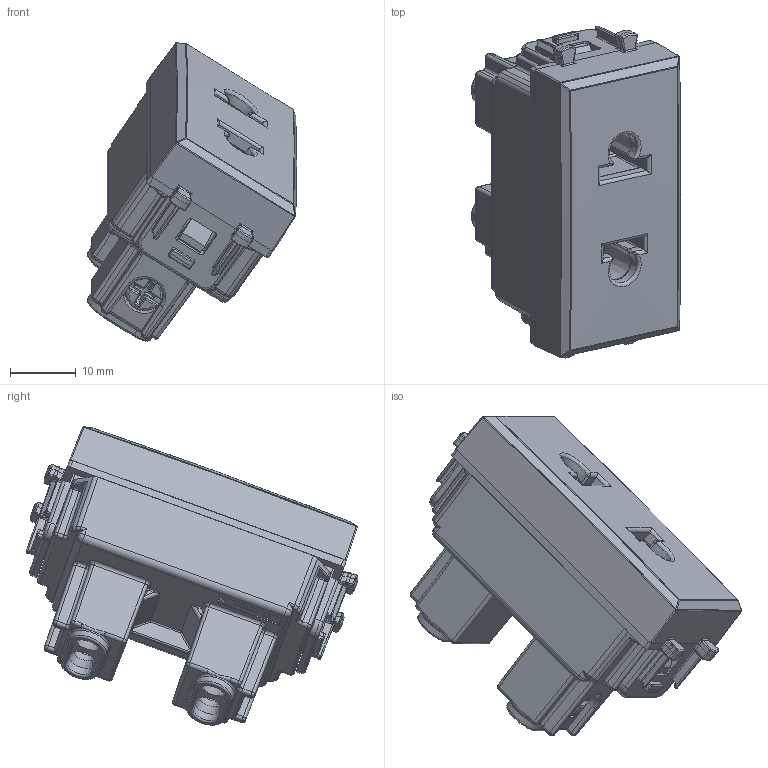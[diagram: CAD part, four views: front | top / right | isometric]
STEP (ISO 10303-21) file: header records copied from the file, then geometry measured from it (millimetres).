
FILE_DESCRIPTION(('CATIA V5 STEP Exchange'),'2;1');
FILE_NAME('442033.stp','2024-02-26T12:47:02+00:00',('none'),('none'),'CATIA Version 5-6 Release 2016 SP6','CATIA V5 STEP AP203','none');
FILE_SCHEMA(('CONFIG_CONTROL_DESIGN'));
Products named in the file (1): 44X033
Assembly tree (9 placements, depth 2):
  44X033
    #57  x2
    #11513  x2
    #13439  x2
    #14292
    #48856
    #90477
Bounding box: 31.93 x 50.61 x 45.49 mm (x, y, z)
Volume: 10713.7 mm3; surface area: 18471.6 mm2
Topology: 9 solids, 9 shells, 3265 faces, 8164 edges, 4714 vertices
Faces by surface type: plane 1390, cylinder 1047, bspline 400, sphere 230, cone 104, torus 54, extrusion 40
Entity records: 111620 total; most frequent: CARTESIAN_POINT 54703, ORIENTED_EDGE 13514, DIRECTION 8382, EDGE_CURVE 6757, VERTEX_POINT 4014, AXIS2_PLACEMENT_3D 3160, VECTOR 3142, LINE 3118
